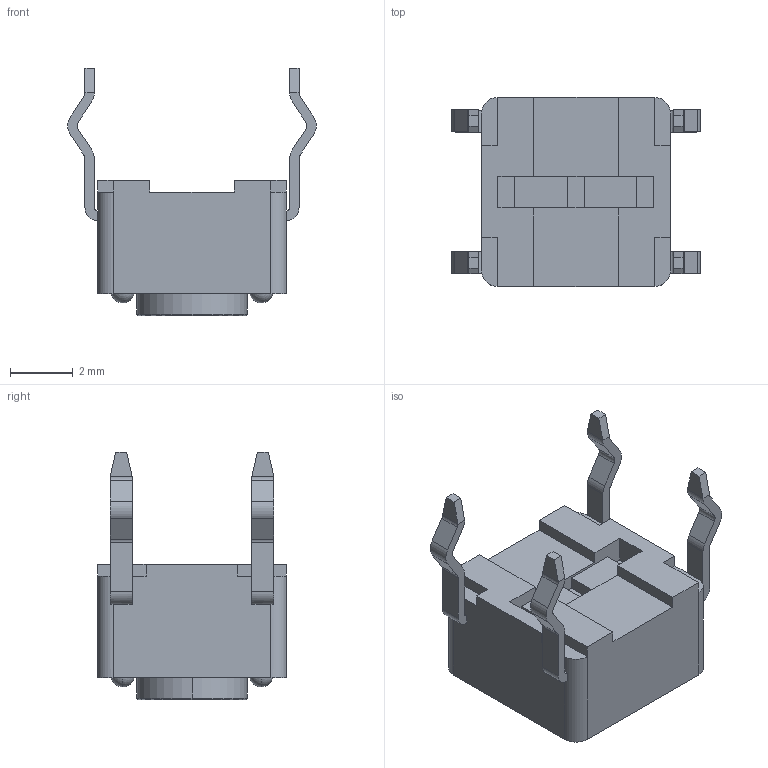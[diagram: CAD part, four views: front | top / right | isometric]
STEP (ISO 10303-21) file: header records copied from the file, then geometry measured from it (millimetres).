
FILE_DESCRIPTION (( 'STEP AP214' ), '1' );
FILE_NAME ('TL1105F160Q.STEP', '2023-03-06T11:03:21', ( '' ), ( '' ), 'SwSTEP 2.0', 'SolidWorks 2021', '' );
FILE_SCHEMA (( 'AUTOMOTIVE_DESIGN' ));
Length unit declared in the file: inch
Products named in the file (1): TL1105F160Q
Bounding box: 7.89 x 6 x 7.85 mm (x, y, z)
Volume: 106.1 mm3; surface area: 361.2 mm2
Topology: 1 solids, 2 shells, 253 faces, 666 edges, 427 vertices
Faces by surface type: plane 149, cylinder 84, sphere 12, bspline 4, torus 2, cone 2
Entity records: 7774 total; most frequent: CARTESIAN_POINT 1493, DIRECTION 1308, ORIENTED_EDGE 1296, EDGE_CURVE 648, LINE 448, VECTOR 448, AXIS2_PLACEMENT_3D 430, VERTEX_POINT 419
